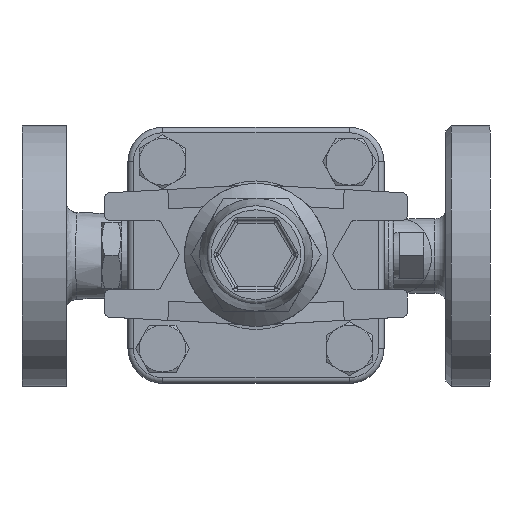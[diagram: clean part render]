
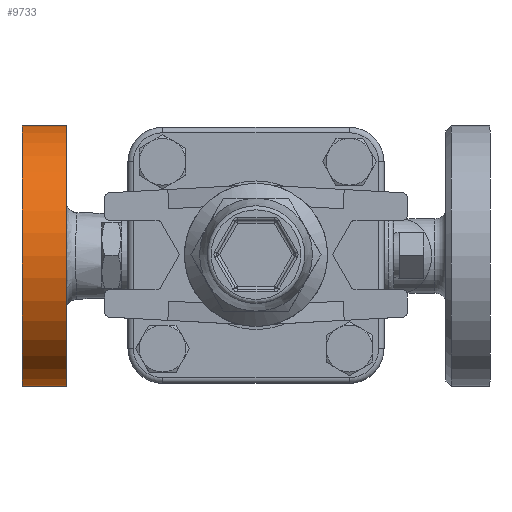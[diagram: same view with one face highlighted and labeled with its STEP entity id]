
A CAD part, top view. The second image highlights one B-rep face of the part: STEP entity #9733.
In plain terms, the highlighted cylindrical face has radius 47.5 mm (diameter 95 mm), a full revolution.
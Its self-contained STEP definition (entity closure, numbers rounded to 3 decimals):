
#1432=CYLINDRICAL_SURFACE('',#10732,47.5);
#2124=FACE_BOUND('',#3457,.T.);
#2733=FACE_OUTER_BOUND('',#3456,.T.);
#3456=EDGE_LOOP('',(#8973));
#3457=EDGE_LOOP('',(#8974));
#3519=CIRCLE('',#9780,47.5);
#3971=CIRCLE('',#10733,47.5);
#4009=VERTEX_POINT('',#13665);
#4854=VERTEX_POINT('',#28952);
#4890=EDGE_CURVE('',#4009,#4009,#3519,.T.);
#6249=EDGE_CURVE('',#4854,#4854,#3971,.T.);
#8973=ORIENTED_EDGE('',*,*,#4890,.F.);
#8974=ORIENTED_EDGE('',*,*,#6249,.F.);
#9733=ADVANCED_FACE('',(#2733,#2124),#1432,.T.);
#9780=AXIS2_PLACEMENT_3D('',#13666,#10809,#10810);
#10732=AXIS2_PLACEMENT_3D('',#28951,#13208,#13209);
#10733=AXIS2_PLACEMENT_3D('',#28953,#13210,#13211);
#10809=DIRECTION('center_axis',(1.,0.,0.));
#10810=DIRECTION('ref_axis',(0.,0.,1.));
#13208=DIRECTION('center_axis',(-1.,0.,0.));
#13209=DIRECTION('ref_axis',(0.,0.,1.));
#13210=DIRECTION('center_axis',(-1.,0.,0.));
#13211=DIRECTION('ref_axis',(0.,0.,1.));
#13665=CARTESIAN_POINT('',(-69.,0.,-1.));
#13666=CARTESIAN_POINT('Origin',(-69.,0.,46.5));
#28951=CARTESIAN_POINT('Origin',(-85.,0.,46.5));
#28952=CARTESIAN_POINT('',(-85.,0.,-1.));
#28953=CARTESIAN_POINT('Origin',(-85.,0.,46.5));
